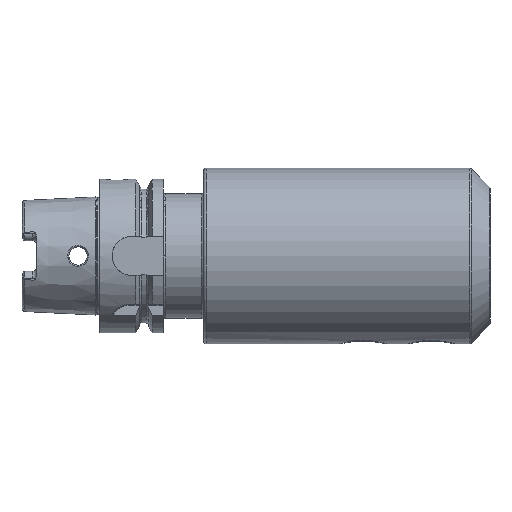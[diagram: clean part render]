
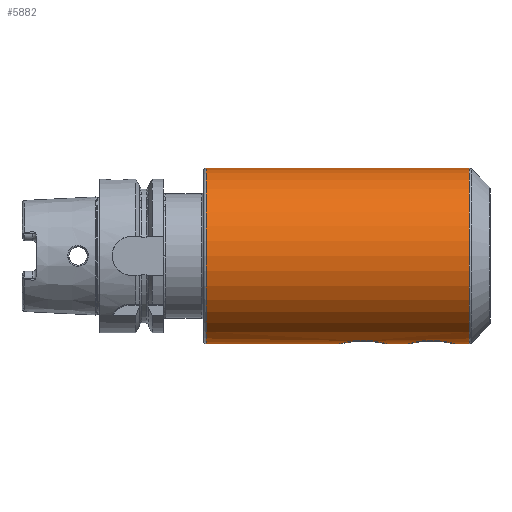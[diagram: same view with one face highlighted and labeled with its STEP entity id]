
A CAD part, top view. The second image highlights one B-rep face of the part: STEP entity #5882.
In plain terms, the highlighted cylindrical face has radius 36 mm (diameter 72 mm), a partial arc.
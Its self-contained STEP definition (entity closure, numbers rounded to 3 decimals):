
#2115=DIRECTION('',(-1.,0.,0.));
#2116=VECTOR('',#2115,55.75);
#2117=CARTESIAN_POINT('',(99.25,-36.,0.));
#2118=LINE('',#2117,#2116);
#2151=DIRECTION('',(-1.,0.,0.));
#2152=VECTOR('',#2151,10.5);
#2153=CARTESIAN_POINT('',(127.25,-36.,0.));
#2154=LINE('',#2153,#2152);
#2187=DIRECTION('',(-1.,0.,0.));
#2188=VECTOR('',#2187,6.836);
#2189=CARTESIAN_POINT('',(151.586,-36.,0.));
#2190=LINE('',#2189,#2188);
#2196=DIRECTION('',(-1.,0.,0.));
#2197=VECTOR('',#2196,108.086);
#2198=CARTESIAN_POINT('',(151.586,36.,0.));
#2199=LINE('',#2198,#2197);
#2200=CARTESIAN_POINT('',(43.5,0.,0.));
#2201=DIRECTION('',(1.,0.,0.));
#2202=DIRECTION('',(0.,1.,0.));
#2203=AXIS2_PLACEMENT_3D('',#2200,#2201,#2202);
#2205=CARTESIAN_POINT('',(151.586,0.,0.));
#2206=DIRECTION('',(-1.,0.,0.));
#2207=DIRECTION('',(0.,-1.,0.));
#2208=AXIS2_PLACEMENT_3D('',#2205,#2206,#2207);
#2210=CARTESIAN_POINT('',(127.25,-36.,0.));
#2211=CARTESIAN_POINT('',(127.25,-36.,0.325));
#2212=CARTESIAN_POINT('',(127.286,-35.991,
0.971));
#2213=CARTESIAN_POINT('',(127.447,-35.953,1.928));
#2214=CARTESIAN_POINT('',(127.711,-35.89,2.859));
#2215=CARTESIAN_POINT('',(128.078,-35.807,3.756));
#2216=CARTESIAN_POINT('',(128.543,-35.707,4.613));
#2217=CARTESIAN_POINT('',(129.109,-35.592,5.423));
#2218=CARTESIAN_POINT('',(129.765,-35.471,6.165));
#2219=CARTESIAN_POINT('',(130.495,-35.349,6.825));
#2220=CARTESIAN_POINT('',(131.297,-35.232,7.401));
#2221=CARTESIAN_POINT('',(132.169,-35.126,7.888));
#2222=CARTESIAN_POINT('',(133.089,-35.037,8.272));
#2223=CARTESIAN_POINT('',(134.035,-34.971,8.545));
#2224=CARTESIAN_POINT('',(135.,-34.93,8.711));
#2225=CARTESIAN_POINT('',(135.985,-34.916,8.769));
#2226=CARTESIAN_POINT('',(136.97,-34.929,8.715));
#2227=CARTESIAN_POINT('',(137.935,-34.97,8.552));
#2228=CARTESIAN_POINT('',(138.881,-35.035,8.282));
#2229=CARTESIAN_POINT('',(139.802,-35.123,7.902));
#2230=CARTESIAN_POINT('',(140.676,-35.229,7.418));
#2231=CARTESIAN_POINT('',(141.48,-35.345,6.845));
#2232=CARTESIAN_POINT('',(142.216,-35.467,6.185));
#2233=CARTESIAN_POINT('',(142.876,-35.589,5.441));
#2234=CARTESIAN_POINT('',(143.447,-35.704,4.629));
#2235=CARTESIAN_POINT('',(143.917,-35.806,3.769));
#2236=CARTESIAN_POINT('',(144.286,-35.89,2.867));
#2237=CARTESIAN_POINT('',(144.552,-35.952,1.933));
#2238=CARTESIAN_POINT('',(144.714,-35.991,
0.973));
#2239=CARTESIAN_POINT('',(144.75,-36.,0.326));
#2240=CARTESIAN_POINT('',(144.75,-36.,0.));
#2242=CARTESIAN_POINT('',(99.25,-36.,0.));
#2243=CARTESIAN_POINT('',(99.25,-36.,0.325));
#2244=CARTESIAN_POINT('',(99.286,-35.991,
0.971));
#2245=CARTESIAN_POINT('',(99.447,-35.953,1.928));
#2246=CARTESIAN_POINT('',(99.711,-35.89,2.859));
#2247=CARTESIAN_POINT('',(100.078,-35.807,3.756));
#2248=CARTESIAN_POINT('',(100.543,-35.707,4.613));
#2249=CARTESIAN_POINT('',(101.109,-35.592,5.423));
#2250=CARTESIAN_POINT('',(101.765,-35.471,6.165));
#2251=CARTESIAN_POINT('',(102.495,-35.349,6.825));
#2252=CARTESIAN_POINT('',(103.297,-35.232,7.401));
#2253=CARTESIAN_POINT('',(104.169,-35.126,7.888));
#2254=CARTESIAN_POINT('',(105.089,-35.037,8.272));
#2255=CARTESIAN_POINT('',(106.035,-34.971,8.545));
#2256=CARTESIAN_POINT('',(107.,-34.93,8.711));
#2257=CARTESIAN_POINT('',(107.985,-34.916,8.769));
#2258=CARTESIAN_POINT('',(108.97,-34.929,8.715));
#2259=CARTESIAN_POINT('',(109.935,-34.97,8.552));
#2260=CARTESIAN_POINT('',(110.881,-35.035,8.282));
#2261=CARTESIAN_POINT('',(111.802,-35.123,7.902));
#2262=CARTESIAN_POINT('',(112.676,-35.229,7.418));
#2263=CARTESIAN_POINT('',(113.48,-35.345,6.845));
#2264=CARTESIAN_POINT('',(114.216,-35.467,6.185));
#2265=CARTESIAN_POINT('',(114.876,-35.589,5.441));
#2266=CARTESIAN_POINT('',(115.447,-35.704,4.629));
#2267=CARTESIAN_POINT('',(115.917,-35.806,3.769));
#2268=CARTESIAN_POINT('',(116.286,-35.89,2.867));
#2269=CARTESIAN_POINT('',(116.552,-35.952,1.933));
#2270=CARTESIAN_POINT('',(116.714,-35.991,
0.973));
#2271=CARTESIAN_POINT('',(116.75,-36.,0.326));
#2272=CARTESIAN_POINT('',(116.75,-36.,0.));
#3445=CARTESIAN_POINT('',(151.586,36.,0.));
#3446=CARTESIAN_POINT('',(151.586,-36.,0.));
#3447=VERTEX_POINT('',#3445);
#3448=VERTEX_POINT('',#3446);
#3469=VERTEX_POINT('',#2210);
#3470=VERTEX_POINT('',#2240);
#3511=CARTESIAN_POINT('',(43.5,-36.,0.));
#3512=CARTESIAN_POINT('',(43.5,36.,0.));
#3513=VERTEX_POINT('',#3511);
#3514=VERTEX_POINT('',#3512);
#3531=VERTEX_POINT('',#2242);
#3532=VERTEX_POINT('',#2272);
#5863=CARTESIAN_POINT('',(19.3,0.,0.));
#5864=DIRECTION('',(1.,0.,0.));
#5865=DIRECTION('',(0.,-1.,0.));
#5866=AXIS2_PLACEMENT_3D('',#5863,#5864,#5865);
#5867=CYLINDRICAL_SURFACE('',#5866,36.);
#5869=ORIENTED_EDGE('',*,*,#5868,.F.);
#5870=ORIENTED_EDGE('',*,*,#5858,.F.);
#5872=ORIENTED_EDGE('',*,*,#5871,.F.);
#5873=ORIENTED_EDGE('',*,*,#5854,.T.);
#5875=ORIENTED_EDGE('',*,*,#5874,.F.);
#5876=ORIENTED_EDGE('',*,*,#5850,.T.);
#5878=ORIENTED_EDGE('',*,*,#5877,.F.);
#5879=ORIENTED_EDGE('',*,*,#5846,.T.);
#5880=EDGE_LOOP('',(#5869,#5870,#5872,#5873,#5875,#5876,#5878,#5879));
#5881=FACE_OUTER_BOUND('',#5880,.F.);
#5882=ADVANCED_FACE('',(#5881),#5867,.T.);
#2204=CIRCLE('',#2203,36.);
#2209=CIRCLE('',#2208,36.);
#2241=B_SPLINE_CURVE_WITH_KNOTS('',3,(#2210,#2211,#2212,#2213,#2214,#2215,#2216,
#2217,#2218,#2219,#2220,#2221,#2222,#2223,#2224,#2225,#2226,#2227,#2228,#2229,
#2230,#2231,#2232,#2233,#2234,#2235,#2236,#2237,#2238,#2239,#2240),
.UNSPECIFIED.,.F.,.F.,(4,1,1,1,1,1,1,1,1,1,1,1,1,1,1,1,1,1,1,1,1,1,1,1,1,1,1,1,
4),(0.,0.036,0.071,0.107,
0.143,0.179,0.214,0.25,0.286,
0.321,0.357,0.393,0.429,
0.464,0.5,0.536,0.571,0.607,
0.643,0.679,0.714,0.75,0.786,
0.821,0.857,0.893,0.929,
0.964,1.),.UNSPECIFIED.);
#2273=B_SPLINE_CURVE_WITH_KNOTS('',3,(#2242,#2243,#2244,#2245,#2246,#2247,#2248,
#2249,#2250,#2251,#2252,#2253,#2254,#2255,#2256,#2257,#2258,#2259,#2260,#2261,
#2262,#2263,#2264,#2265,#2266,#2267,#2268,#2269,#2270,#2271,#2272),
.UNSPECIFIED.,.F.,.F.,(4,1,1,1,1,1,1,1,1,1,1,1,1,1,1,1,1,1,1,1,1,1,1,1,1,1,1,1,
4),(0.,0.036,0.071,0.107,
0.143,0.179,0.214,0.25,0.286,
0.321,0.357,0.393,0.429,
0.464,0.5,0.536,0.571,0.607,
0.643,0.679,0.714,0.75,0.786,
0.821,0.857,0.893,0.929,
0.964,1.),.UNSPECIFIED.);
#5846=EDGE_CURVE('',#3531,#3513,#2118,.T.);
#5850=EDGE_CURVE('',#3469,#3532,#2154,.T.);
#5854=EDGE_CURVE('',#3448,#3470,#2190,.T.);
#5858=EDGE_CURVE('',#3447,#3514,#2199,.T.);
#5868=EDGE_CURVE('',#3514,#3513,#2204,.T.);
#5871=EDGE_CURVE('',#3448,#3447,#2209,.T.);
#5874=EDGE_CURVE('',#3469,#3470,#2241,.T.);
#5877=EDGE_CURVE('',#3531,#3532,#2273,.T.);
